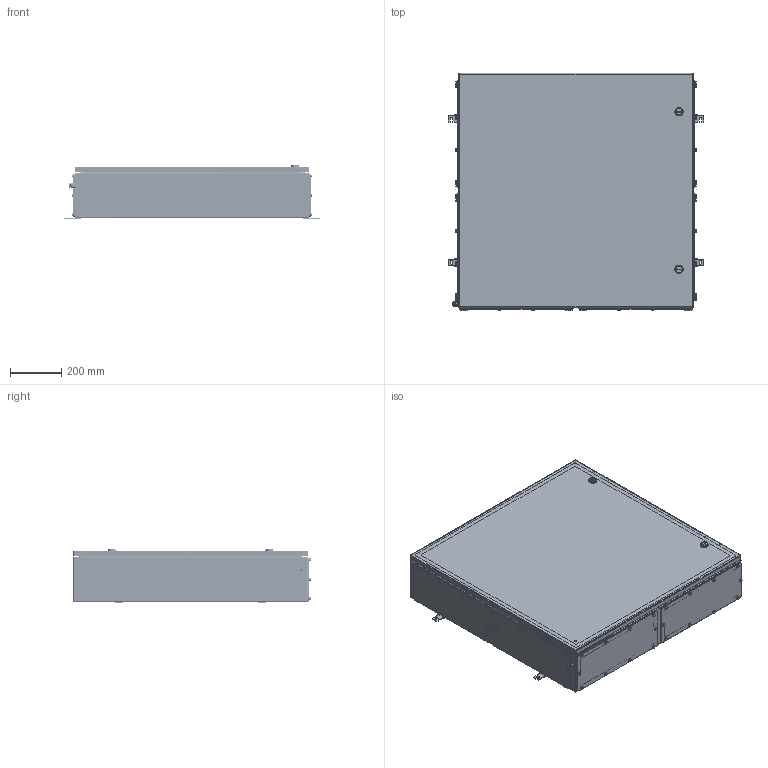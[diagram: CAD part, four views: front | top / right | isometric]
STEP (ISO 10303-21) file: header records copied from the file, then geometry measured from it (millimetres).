
FILE_DESCRIPTION(('CATIA V5 STEP Exchange','CAx-IF Rec.Pracs.--- Model Styling and Organization---1.4--- 2014-01-23'),'2;1');
FILE_NAME ('1530576-3_0_8000109931_8000109931_KTB_QL_919120_S4E3_LD.stp','2023-05-03T06:32:08+00:00',('none'),('Weidmueller'),'CATIA Version 5-6 Release 2016 SP3 HF44','CATIA V5 STEP AP214','none');
FILE_SCHEMA(('AUTOMOTIVE_DESIGN { 1 0 10303 214 1 1 1 1 }'));
Products named in the file (1): 8000109931 KTB QL 919120 S4E3
Bounding box: 995 x 925 x 209.8 mm (x, y, z)
Volume: 5313455.8 mm3; surface area: 5913814.3 mm2
Topology: 187 solids, 189 shells, 3737 faces, 8856 edges, 5696 vertices
Faces by surface type: cylinder 1824, plane 1517, cone 344, bspline 28, torus 16, sphere 8
Entity records: 122539 total; most frequent: CARTESIAN_POINT 38970, ORIENTED_EDGE 17376, DIRECTION 14839, EDGE_CURVE 8688, AXIS2_PLACEMENT_3D 6542, VERTEX_POINT 5696, VECTOR 4596, LINE 4596
